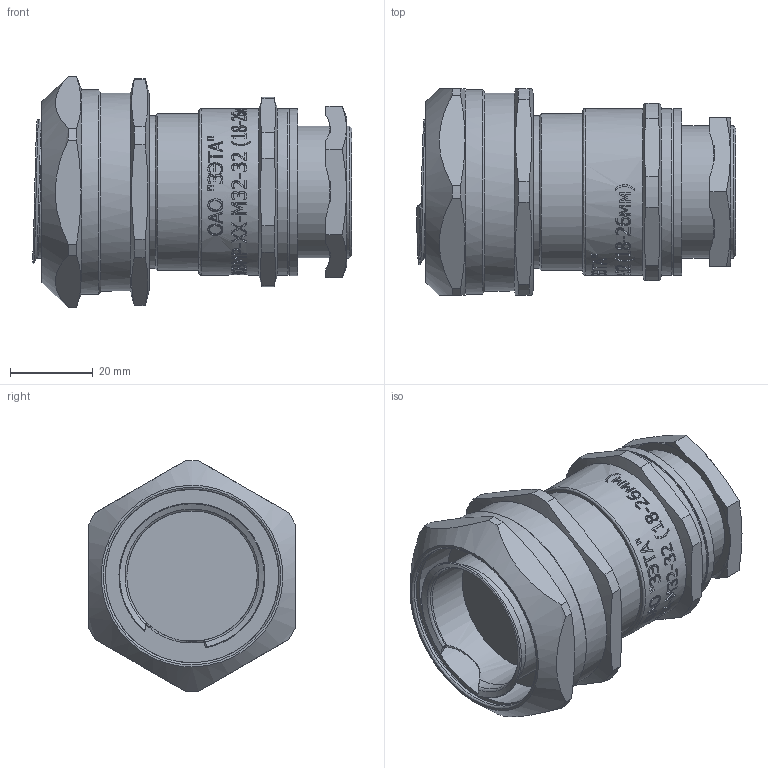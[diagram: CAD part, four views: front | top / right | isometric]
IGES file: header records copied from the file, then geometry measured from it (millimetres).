
Global section: file name: ВКВМР М32-32; native system: Autodesk Inventor 2015; preprocessor: unknown; author: Борисов Е.В.,,11,0,; ; date: 20160917.155109; units: centimetre
Bounding box: 77.38 x 50 x 55.96 mm (x, y, z)
Volume: 83255.4 mm3; surface area: 24645.3 mm2
Topology: 1 solids, 1 shells, 633 faces, 1721 edges, 1148 vertices
Faces by surface type: bspline 633
